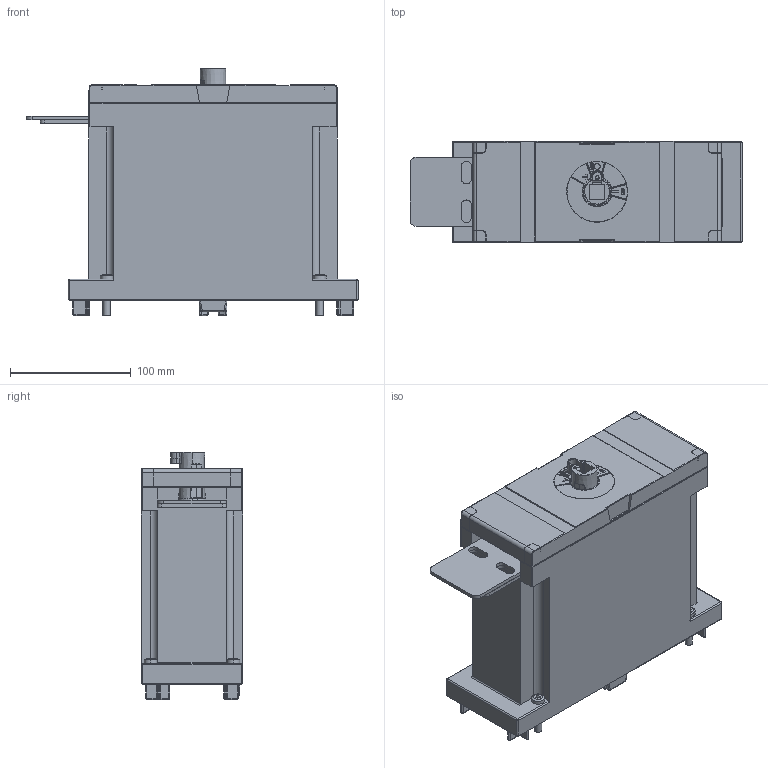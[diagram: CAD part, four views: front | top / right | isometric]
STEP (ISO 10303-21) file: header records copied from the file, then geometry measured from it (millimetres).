
FILE_DESCRIPTION((''),'2;1');
FILE_NAME('OSZT4L','2024-09-24T15:37:19',('FIANLEH10'),(''),'CREO PARAMETRIC BY PTC INC, 2022364','CREO PARAMETRIC BY PTC INC, 2022364','');
FILE_SCHEMA(('AUTOMOTIVE_DESIGN { 1 0 10303 214 1 1 1 1 }'));
Length unit declared in the file: millimetre
Products named in the file (1): OSZT4L
Bounding box: 275 x 84 x 204.7 mm (x, y, z)
Volume: 2850371.9 mm3; surface area: 232668.8 mm2
Topology: 1 solids, 1 shells, 806 faces, 2147 edges, 1335 vertices
Faces by surface type: plane 365, cylinder 237, bspline 73, torus 53, cone 45, sphere 33
Entity records: 39371 total; most frequent: CARTESIAN_POINT 14098, ORIENTED_EDGE 4204, DIRECTION 3938, EDGE_CURVE 2102, AXIS2_PLACEMENT_3D 1357, VERTEX_POINT 1335, VECTOR 1221, LINE 1221
